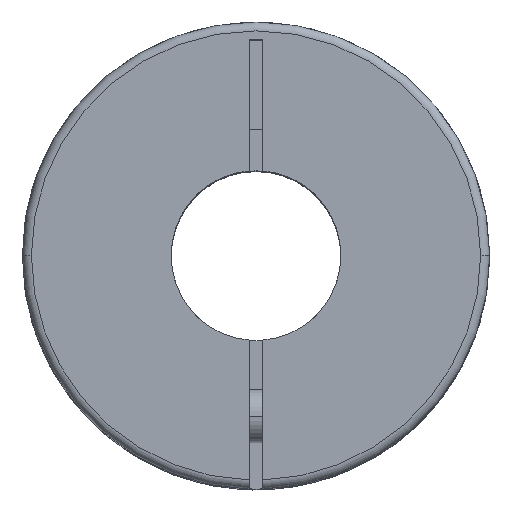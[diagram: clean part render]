
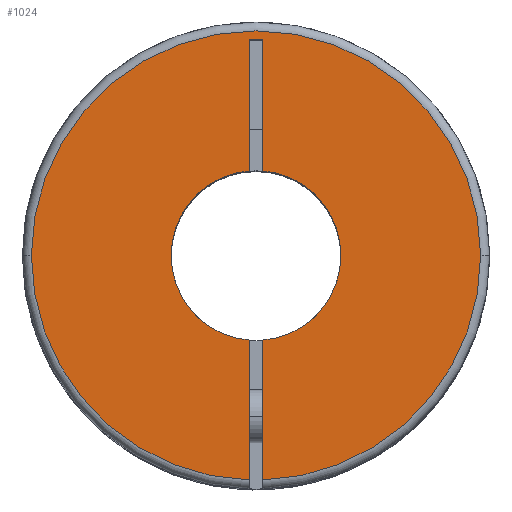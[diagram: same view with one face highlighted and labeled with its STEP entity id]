
A CAD part, top view. The second image highlights one B-rep face of the part: STEP entity #1024.
In plain terms, the highlighted planar face has unit normal (0, 0, 1).
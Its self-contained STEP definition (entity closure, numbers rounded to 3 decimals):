
#11 = CARTESIAN_POINT ( 'NONE',  ( 0.375, 4.748, 0. ) ) ;
#40 = ORIENTED_EDGE ( 'NONE', *, *, #54, .F. ) ;
#54 = EDGE_CURVE ( 'NONE', #190, #1551, #792, .T. ) ;
#119 = FACE_OUTER_BOUND ( 'NONE', #3331, .T. ) ;
#139 = PLANE ( 'NONE',  #3308 ) ;
#190 = VERTEX_POINT ( 'NONE', #3304 ) ;
#207 = CARTESIAN_POINT ( 'NONE',  ( 0., 0., 0. ) ) ;
#210 = CARTESIAN_POINT ( 'NONE',  ( -0.375, 12.1, 0. ) ) ;
#226 = DIRECTION ( 'NONE',  ( -1., 0., 0. ) ) ;
#240 = CARTESIAN_POINT ( 'NONE',  ( -0.375, 12.1, 0. ) ) ;
#253 = EDGE_CURVE ( 'NONE', #1193, #3289, #3879, .T. ) ;
#409 = VERTEX_POINT ( 'NONE', #2890 ) ;
#468 = AXIS2_PLACEMENT_3D ( 'NONE', #2726, #1005, #3611 ) ;
#469 = EDGE_CURVE ( 'NONE', #472, #409, #3207, .T. ) ;
#472 = VERTEX_POINT ( 'NONE', #1961 ) ;
#477 = AXIS2_PLACEMENT_3D ( 'NONE', #3674, #3382, #3045 ) ;
#497 = CARTESIAN_POINT ( 'NONE',  ( 0.375, -13.1, 0. ) ) ;
#508 = CARTESIAN_POINT ( 'NONE',  ( 0.375, -13.1, 0. ) ) ;
#621 = VERTEX_POINT ( 'NONE', #3592 ) ;
#673 = EDGE_CURVE ( 'NONE', #1806, #621, #3334, .T. ) ;
#695 = AXIS2_PLACEMENT_3D ( 'NONE', #207, #797, #1063 ) ;
#730 = DIRECTION ( 'NONE',  ( 0., 1., 0. ) ) ;
#752 = ORIENTED_EDGE ( 'NONE', *, *, #1397, .T. ) ;
#792 = CIRCLE ( 'NONE', #3006, 12.6 ) ;
#797 = DIRECTION ( 'NONE',  ( 0., 0., -1. ) ) ;
#828 = EDGE_CURVE ( 'NONE', #2540, #409, #1425, .T. ) ;
#873 = EDGE_CURVE ( 'NONE', #1497, #472, #3884, .T. ) ;
#878 = CARTESIAN_POINT ( 'NONE',  ( 0.375, 12.1, 0. ) ) ;
#931 = VECTOR ( 'NONE', #2529, 1000. ) ;
#973 = CIRCLE ( 'NONE', #468, 12.6 ) ;
#1005 = DIRECTION ( 'NONE',  ( 0., 0., -1. ) ) ;
#1024 = ADVANCED_FACE ( 'NONE', ( #119 ), #139, .F. ) ;
#1063 = DIRECTION ( 'NONE',  ( -1., 0., 0. ) ) ;
#1068 = ORIENTED_EDGE ( 'NONE', *, *, #3306, .F. ) ;
#1159 = ORIENTED_EDGE ( 'NONE', *, *, #873, .F. ) ;
#1193 = VERTEX_POINT ( 'NONE', #2313 ) ;
#1204 = CARTESIAN_POINT ( 'NONE',  ( 0., 0., 0. ) ) ;
#1261 = EDGE_CURVE ( 'NONE', #1551, #1497, #973, .T. ) ;
#1312 = VERTEX_POINT ( 'NONE', #2506 ) ;
#1388 = VECTOR ( 'NONE', #730, 1000. ) ;
#1397 = EDGE_CURVE ( 'NONE', #621, #1312, #2414, .T. ) ;
#1425 = CIRCLE ( 'NONE', #3191, 4.763 ) ;
#1446 = DIRECTION ( 'NONE',  ( 0., -1., 0. ) ) ;
#1497 = VERTEX_POINT ( 'NONE', #2876 ) ;
#1519 = DIRECTION ( 'NONE',  ( 0., 1., 0. ) ) ;
#1551 = VERTEX_POINT ( 'NONE', #1759 ) ;
#1675 = ORIENTED_EDGE ( 'NONE', *, *, #3259, .F. ) ;
#1697 = ORIENTED_EDGE ( 'NONE', *, *, #2774, .F. ) ;
#1759 = CARTESIAN_POINT ( 'NONE',  ( -12.6, 0., 0. ) ) ;
#1788 = DIRECTION ( 'NONE',  ( -1., 0., 0. ) ) ;
#1806 = VERTEX_POINT ( 'NONE', #3223 ) ;
#1862 = VECTOR ( 'NONE', #1788, 1000. ) ;
#1913 = ORIENTED_EDGE ( 'NONE', *, *, #673, .T. ) ;
#1942 = CARTESIAN_POINT ( 'NONE',  ( -0.375, 12.1, 0. ) ) ;
#1961 = CARTESIAN_POINT ( 'NONE',  ( 0.375, -12.594, 0. ) ) ;
#2011 = LINE ( 'NONE', #508, #2502 ) ;
#2024 = CARTESIAN_POINT ( 'NONE',  ( 0., 0., 0. ) ) ;
#2049 = ORIENTED_EDGE ( 'NONE', *, *, #469, .F. ) ;
#2137 = LINE ( 'NONE', #240, #3695 ) ;
#2215 = LINE ( 'NONE', #210, #931 ) ;
#2219 = DIRECTION ( 'NONE',  ( 0., 0., -1. ) ) ;
#2240 = CARTESIAN_POINT ( 'NONE',  ( 0., 0., 0. ) ) ;
#2313 = CARTESIAN_POINT ( 'NONE',  ( 0.375, 12.1, 0. ) ) ;
#2413 = DIRECTION ( 'NONE',  ( 0., 0., -1. ) ) ;
#2414 = CIRCLE ( 'NONE', #695, 4.763 ) ;
#2419 = CARTESIAN_POINT ( 'NONE',  ( 0., 0., 0. ) ) ;
#2502 = VECTOR ( 'NONE', #1519, 1000. ) ;
#2506 = CARTESIAN_POINT ( 'NONE',  ( -0.375, 4.748, 0. ) ) ;
#2529 = DIRECTION ( 'NONE',  ( 0., -1., 0. ) ) ;
#2540 = VERTEX_POINT ( 'NONE', #11 ) ;
#2726 = CARTESIAN_POINT ( 'NONE',  ( 0., 0., 0. ) ) ;
#2768 = DIRECTION ( 'NONE',  ( -1., 0., 0. ) ) ;
#2774 = EDGE_CURVE ( 'NONE', #3289, #1312, #2137, .T. ) ;
#2853 = DIRECTION ( 'NONE',  ( 0., 0., -1. ) ) ;
#2876 = CARTESIAN_POINT ( 'NONE',  ( 12.6, 0., 0. ) ) ;
#2890 = CARTESIAN_POINT ( 'NONE',  ( 0.375, -4.748, 0. ) ) ;
#2966 = DIRECTION ( 'NONE',  ( -1., 0., 0. ) ) ;
#3006 = AXIS2_PLACEMENT_3D ( 'NONE', #2024, #2853, #226 ) ;
#3045 = DIRECTION ( 'NONE',  ( -1., 0., 0. ) ) ;
#3059 = ORIENTED_EDGE ( 'NONE', *, *, #1261, .F. ) ;
#3064 = DIRECTION ( 'NONE',  ( 0., 0., -1. ) ) ;
#3191 = AXIS2_PLACEMENT_3D ( 'NONE', #2419, #3064, #2768 ) ;
#3207 = LINE ( 'NONE', #497, #1388 ) ;
#3223 = CARTESIAN_POINT ( 'NONE',  ( -0.375, -4.748, 0. ) ) ;
#3259 = EDGE_CURVE ( 'NONE', #1806, #190, #2215, .T. ) ;
#3289 = VERTEX_POINT ( 'NONE', #1942 ) ;
#3304 = CARTESIAN_POINT ( 'NONE',  ( -0.375, -12.594, 0. ) ) ;
#3306 = EDGE_CURVE ( 'NONE', #2540, #1193, #2011, .T. ) ;
#3308 = AXIS2_PLACEMENT_3D ( 'NONE', #2240, #2219, #3419 ) ;
#3331 = EDGE_LOOP ( 'NONE', ( #40, #1675, #1913, #752, #1697, #3654, #1068, #3708, #2049, #1159, #3059 ) ) ;
#3334 = CIRCLE ( 'NONE', #3833, 4.763 ) ;
#3382 = DIRECTION ( 'NONE',  ( 0., 0., -1. ) ) ;
#3419 = DIRECTION ( 'NONE',  ( 0., -1., 0. ) ) ;
#3592 = CARTESIAN_POINT ( 'NONE',  ( -4.763, 0., 0. ) ) ;
#3611 = DIRECTION ( 'NONE',  ( -1., 0., 0. ) ) ;
#3654 = ORIENTED_EDGE ( 'NONE', *, *, #253, .F. ) ;
#3674 = CARTESIAN_POINT ( 'NONE',  ( 0., 0., 0. ) ) ;
#3695 = VECTOR ( 'NONE', #1446, 1000. ) ;
#3708 = ORIENTED_EDGE ( 'NONE', *, *, #828, .T. ) ;
#3833 = AXIS2_PLACEMENT_3D ( 'NONE', #1204, #2413, #2966 ) ;
#3879 = LINE ( 'NONE', #878, #1862 ) ;
#3884 = CIRCLE ( 'NONE', #477, 12.6 ) ;
